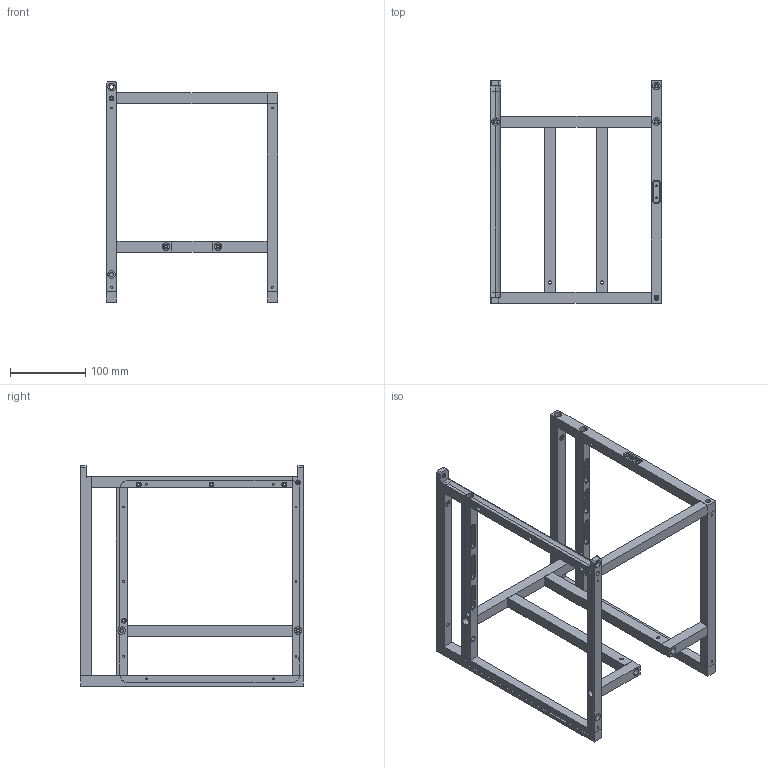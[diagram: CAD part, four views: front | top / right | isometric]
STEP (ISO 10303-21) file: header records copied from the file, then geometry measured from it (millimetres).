
FILE_DESCRIPTION (( 'STEP AP203' ), '1' );
FILE_NAME ('Frame.STEP', '2023-04-26T11:43:34', ( '' ), ( '' ), 'SwSTEP 2.0', 'SolidWorks 2018', '' );
FILE_SCHEMA (( 'CONFIG_CONTROL_DESIGN' ));
Length unit declared in the file: millimetre
Products named in the file (1): Frame
Bounding box: 229 x 297 x 294 mm (x, y, z)
Volume: 685770 mm3; surface area: 240951.8 mm2
Topology: 16 solids, 16 shells, 678 faces, 1586 edges, 1028 vertices
Faces by surface type: cylinder 361, plane 273, cone 44
Entity records: 20041 total; most frequent: DIRECTION 3668, CARTESIAN_POINT 3565, ORIENTED_EDGE 3172, EDGE_CURVE 1586, AXIS2_PLACEMENT_3D 1435, VERTEX_POINT 1028, EDGE_LOOP 878, VECTOR 798
